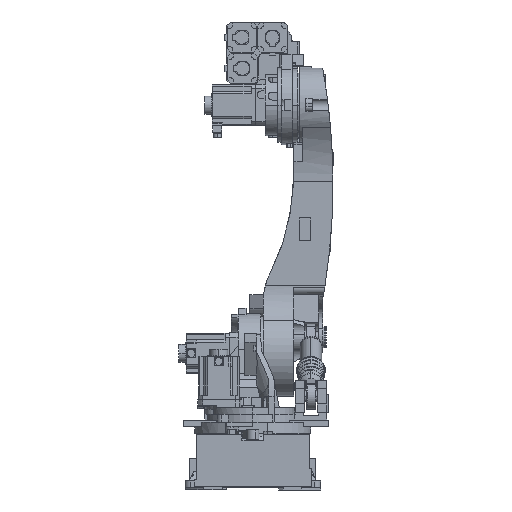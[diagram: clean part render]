
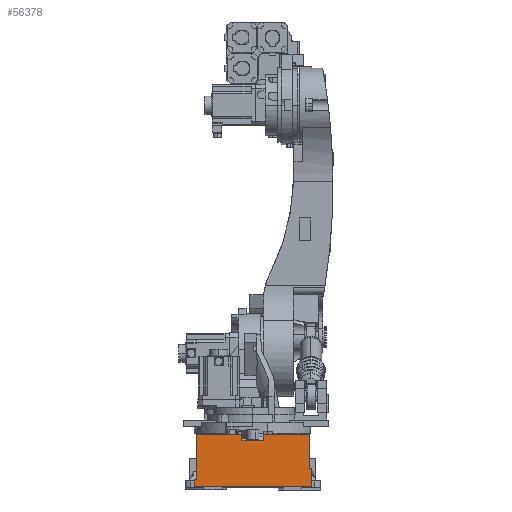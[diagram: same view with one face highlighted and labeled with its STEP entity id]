
A CAD part, left-side view. The second image highlights one B-rep face of the part: STEP entity #56378.
In plain terms, the highlighted planar face has unit normal (-1, 0, 0).
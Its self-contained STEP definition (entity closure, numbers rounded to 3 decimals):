
#133 = CARTESIAN_POINT ( 'NONE',  ( -455., 240., 250. ) ) ;
#3350 = CARTESIAN_POINT ( 'NONE',  ( -455., 40., 250. ) ) ;
#3860 = LINE ( 'NONE', #3350, #38212 ) ;
#5822 = CARTESIAN_POINT ( 'NONE',  ( -455., 40., -260. ) ) ;
#6424 = LINE ( 'NONE', #50306, #29391 ) ;
#10244 = DIRECTION ( 'NONE',  ( 0., 0., -1. ) ) ;
#10656 = CARTESIAN_POINT ( 'NONE',  ( -455., 240., 48. ) ) ;
#12451 = VECTOR ( 'NONE', #43876, 1000. ) ;
#12478 = CARTESIAN_POINT ( 'NONE',  ( -455., 90., -305.94 ) ) ;
#12840 = EDGE_CURVE ( 'NONE', #26240, #31996, #6424, .T. ) ;
#13108 = LINE ( 'NONE', #66829, #78102 ) ;
#13307 = EDGE_CURVE ( 'NONE', #38108, #29045, #13108, .T. ) ;
#13541 = LINE ( 'NONE', #78638, #73769 ) ;
#17482 = EDGE_CURVE ( 'NONE', #75469, #26240, #27797, .T. ) ;
#19176 = DIRECTION ( 'NONE',  ( 0., 0., 1. ) ) ;
#19788 = CARTESIAN_POINT ( 'NONE',  ( -455., 90., 260. ) ) ;
#20851 = LINE ( 'NONE', #23697, #45702 ) ;
#21647 = EDGE_CURVE ( 'NONE', #24344, #38108, #13541, .T. ) ;
#21920 = LINE ( 'NONE', #61184, #49574 ) ;
#23102 = EDGE_CURVE ( 'NONE', #68179, #31860, #36246, .T. ) ;
#23155 = ORIENTED_EDGE ( 'NONE', *, *, #23102, .T. ) ;
#23697 = CARTESIAN_POINT ( 'NONE',  ( -455., -40.677, -260. ) ) ;
#24077 = PLANE ( 'NONE',  #57411 ) ;
#24344 = VERTEX_POINT ( 'NONE', #67812 ) ;
#24516 = VECTOR ( 'NONE', #10244, 1000. ) ;
#25349 = CARTESIAN_POINT ( 'NONE',  ( -455., 10., -260. ) ) ;
#25924 = CARTESIAN_POINT ( 'NONE',  ( -455., 10., 260. ) ) ;
#26240 = VERTEX_POINT ( 'NONE', #10656 ) ;
#27015 = ORIENTED_EDGE ( 'NONE', *, *, #67862, .T. ) ;
#27797 = LINE ( 'NONE', #28415, #68918 ) ;
#28415 = CARTESIAN_POINT ( 'NONE',  ( -455., 240., -305.94 ) ) ;
#29045 = VERTEX_POINT ( 'NONE', #5822 ) ;
#29107 = ORIENTED_EDGE ( 'NONE', *, *, #38341, .T. ) ;
#29391 = VECTOR ( 'NONE', #61516, 1000. ) ;
#29575 = LINE ( 'NONE', #78653, #53458 ) ;
#30319 = CARTESIAN_POINT ( 'NONE',  ( -455., 215., 48. ) ) ;
#30791 = CARTESIAN_POINT ( 'NONE',  ( -455., 215., -48. ) ) ;
#31860 = VERTEX_POINT ( 'NONE', #52572 ) ;
#31996 = VERTEX_POINT ( 'NONE', #30319 ) ;
#36091 = DIRECTION ( 'NONE',  ( 0., 0., 1. ) ) ;
#36246 = LINE ( 'NONE', #12478, #73549 ) ;
#38108 = VERTEX_POINT ( 'NONE', #66424 ) ;
#38212 = VECTOR ( 'NONE', #70637, 1000. ) ;
#38341 = EDGE_CURVE ( 'NONE', #31860, #75469, #3860, .T. ) ;
#39495 = EDGE_CURVE ( 'NONE', #43603, #68179, #21920, .T. ) ;
#39553 = FACE_OUTER_BOUND ( 'NONE', #46512, .T. ) ;
#41041 = EDGE_CURVE ( 'NONE', #31996, #49914, #75210, .T. ) ;
#42238 = DIRECTION ( 'NONE',  ( -1., 0., 0. ) ) ;
#43603 = VERTEX_POINT ( 'NONE', #25924 ) ;
#43876 = DIRECTION ( 'NONE',  ( 0., 0., -1. ) ) ;
#45702 = VECTOR ( 'NONE', #66726, 1000. ) ;
#46512 = EDGE_LOOP ( 'NONE', ( #57494, #23155, #29107, #64789, #68684, #75559, #49677, #66862, #53414, #63625, #54711, #27015 ) ) ;
#48145 = CARTESIAN_POINT ( 'NONE',  ( -455., -40.677, -305.94 ) ) ;
#48246 = DIRECTION ( 'NONE',  ( 0., 0., -1. ) ) ;
#49101 = VECTOR ( 'NONE', #19176, 1000. ) ;
#49574 = VECTOR ( 'NONE', #73764, 1000. ) ;
#49677 = ORIENTED_EDGE ( 'NONE', *, *, #49895, .T. ) ;
#49895 = EDGE_CURVE ( 'NONE', #49914, #60323, #29575, .T. ) ;
#49901 = EDGE_CURVE ( 'NONE', #60323, #24344, #74512, .T. ) ;
#49914 = VERTEX_POINT ( 'NONE', #30791 ) ;
#50266 = CARTESIAN_POINT ( 'NONE',  ( -455., 240., -48. ) ) ;
#50306 = CARTESIAN_POINT ( 'NONE',  ( -455., -40.677, 48. ) ) ;
#51062 = EDGE_CURVE ( 'NONE', #29045, #71920, #20851, .T. ) ;
#52420 = CARTESIAN_POINT ( 'NONE',  ( -455., 215., -305.94 ) ) ;
#52572 = CARTESIAN_POINT ( 'NONE',  ( -455., 90., 250. ) ) ;
#53414 = ORIENTED_EDGE ( 'NONE', *, *, #21647, .T. ) ;
#53458 = VECTOR ( 'NONE', #66621, 1000. ) ;
#54290 = DIRECTION ( 'NONE',  ( 0., -1., 0. ) ) ;
#54711 = ORIENTED_EDGE ( 'NONE', *, *, #51062, .T. ) ;
#54981 = CARTESIAN_POINT ( 'NONE',  ( -455., 10., -250. ) ) ;
#56378 = ADVANCED_FACE ( 'NONE', ( #39553 ), #24077, .T. ) ;
#56814 = CARTESIAN_POINT ( 'NONE',  ( -455., 240., 250. ) ) ;
#57411 = AXIS2_PLACEMENT_3D ( 'NONE', #48145, #42238, #36091 ) ;
#57494 = ORIENTED_EDGE ( 'NONE', *, *, #39495, .T. ) ;
#60323 = VERTEX_POINT ( 'NONE', #50266 ) ;
#61184 = CARTESIAN_POINT ( 'NONE',  ( -455., -40.677, 260. ) ) ;
#61516 = DIRECTION ( 'NONE',  ( 0., -1., 0. ) ) ;
#63625 = ORIENTED_EDGE ( 'NONE', *, *, #13307, .T. ) ;
#64789 = ORIENTED_EDGE ( 'NONE', *, *, #17482, .T. ) ;
#65366 = LINE ( 'NONE', #54981, #49101 ) ;
#66424 = CARTESIAN_POINT ( 'NONE',  ( -455., 40., -250. ) ) ;
#66621 = DIRECTION ( 'NONE',  ( 0., 1., 0. ) ) ;
#66726 = DIRECTION ( 'NONE',  ( 0., -1., 0. ) ) ;
#66829 = CARTESIAN_POINT ( 'NONE',  ( -455., 40., -260. ) ) ;
#66862 = ORIENTED_EDGE ( 'NONE', *, *, #49901, .T. ) ;
#67094 = DIRECTION ( 'NONE',  ( 0., 0., -1. ) ) ;
#67812 = CARTESIAN_POINT ( 'NONE',  ( -455., 240., -250. ) ) ;
#67862 = EDGE_CURVE ( 'NONE', #71920, #43603, #65366, .T. ) ;
#68179 = VERTEX_POINT ( 'NONE', #19788 ) ;
#68684 = ORIENTED_EDGE ( 'NONE', *, *, #12840, .T. ) ;
#68918 = VECTOR ( 'NONE', #77316, 1000. ) ;
#70637 = DIRECTION ( 'NONE',  ( 0., 1., 0. ) ) ;
#71920 = VERTEX_POINT ( 'NONE', #25349 ) ;
#73549 = VECTOR ( 'NONE', #48246, 1000. ) ;
#73764 = DIRECTION ( 'NONE',  ( 0., 1., 0. ) ) ;
#73769 = VECTOR ( 'NONE', #54290, 1000. ) ;
#74512 = LINE ( 'NONE', #133, #12451 ) ;
#75210 = LINE ( 'NONE', #52420, #24516 ) ;
#75469 = VERTEX_POINT ( 'NONE', #56814 ) ;
#75559 = ORIENTED_EDGE ( 'NONE', *, *, #41041, .T. ) ;
#77316 = DIRECTION ( 'NONE',  ( 0., 0., -1. ) ) ;
#78102 = VECTOR ( 'NONE', #67094, 1000. ) ;
#78638 = CARTESIAN_POINT ( 'NONE',  ( -455., 40., -250. ) ) ;
#78653 = CARTESIAN_POINT ( 'NONE',  ( -455., -40.677, -48. ) ) ;
